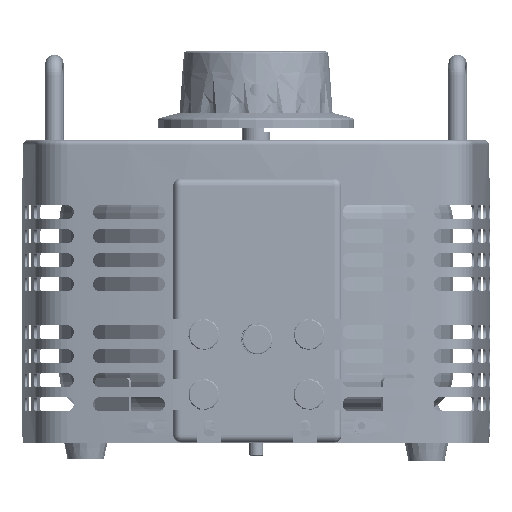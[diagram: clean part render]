
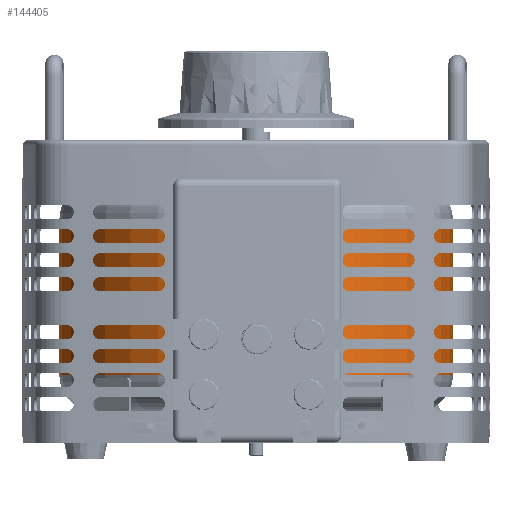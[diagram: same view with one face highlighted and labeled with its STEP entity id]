
A CAD part, front view. The second image highlights one B-rep face of the part: STEP entity #144405.
In plain terms, the highlighted cylindrical face has radius 82 mm (diameter 164 mm), a partial arc.
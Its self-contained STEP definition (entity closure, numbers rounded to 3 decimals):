
#4695 = CARTESIAN_POINT ( 'NONE',  ( 82., 0., 80. ) ) ;
#6478 = EDGE_LOOP ( 'NONE', ( #176461, #9144, #158293, #194557 ) ) ;
#7166 = EDGE_CURVE ( 'NONE', #24781, #153290, #114068, .T. ) ;
#9144 = ORIENTED_EDGE ( 'NONE', *, *, #175624, .T. ) ;
#10112 = DIRECTION ( 'NONE',  ( 0., 0., -1. ) ) ;
#17289 = DIRECTION ( 'NONE',  ( 0., 0., 1. ) ) ;
#24781 = VERTEX_POINT ( 'NONE', #164140 ) ;
#26900 = CIRCLE ( 'NONE', #134129, 82. ) ;
#26944 = CARTESIAN_POINT ( 'NONE',  ( 0., 0., 80. ) ) ;
#41461 = DIRECTION ( 'NONE',  ( 0., 0., -1. ) ) ;
#44667 = CARTESIAN_POINT ( 'NONE',  ( 0., 0., 15. ) ) ;
#53335 = AXIS2_PLACEMENT_3D ( 'NONE', #44667, #17289, #176876 ) ;
#58782 = LINE ( 'NONE', #176939, #65251 ) ;
#65251 = VECTOR ( 'NONE', #10112, 1000. ) ;
#89033 = EDGE_CURVE ( 'NONE', #153290, #176495, #191725, .T. ) ;
#89064 = DIRECTION ( 'NONE',  ( -1., 0., 0. ) ) ;
#105457 = VECTOR ( 'NONE', #148852, 1000. ) ;
#114068 = LINE ( 'NONE', #133552, #105457 ) ;
#121610 = VERTEX_POINT ( 'NONE', #4695 ) ;
#125829 = CYLINDRICAL_SURFACE ( 'NONE', #162770, 82. ) ;
#133552 = CARTESIAN_POINT ( 'NONE',  ( -82., 0., 95. ) ) ;
#134129 = AXIS2_PLACEMENT_3D ( 'NONE', #26944, #208989, #191673 ) ;
#141121 = FACE_OUTER_BOUND ( 'NONE', #6478, .T. ) ;
#144405 = ADVANCED_FACE ( 'NONE', ( #141121 ), #125829, .T. ) ;
#148852 = DIRECTION ( 'NONE',  ( 0., 0., -1. ) ) ;
#153290 = VERTEX_POINT ( 'NONE', #160878 ) ;
#158293 = ORIENTED_EDGE ( 'NONE', *, *, #7166, .T. ) ;
#160878 = CARTESIAN_POINT ( 'NONE',  ( -82., 0., 15. ) ) ;
#162770 = AXIS2_PLACEMENT_3D ( 'NONE', #171541, #41461, #89064 ) ;
#164140 = CARTESIAN_POINT ( 'NONE',  ( -82., 0., 80. ) ) ;
#171541 = CARTESIAN_POINT ( 'NONE',  ( 0., 0., 95. ) ) ;
#175624 = EDGE_CURVE ( 'NONE', #121610, #24781, #26900, .T. ) ;
#176461 = ORIENTED_EDGE ( 'NONE', *, *, #212805, .F. ) ;
#176495 = VERTEX_POINT ( 'NONE', #198628 ) ;
#176876 = DIRECTION ( 'NONE',  ( 1., 0., 0. ) ) ;
#176939 = CARTESIAN_POINT ( 'NONE',  ( 82., 0., 95. ) ) ;
#191673 = DIRECTION ( 'NONE',  ( 1., 0., 0. ) ) ;
#191725 = CIRCLE ( 'NONE', #53335, 82. ) ;
#194557 = ORIENTED_EDGE ( 'NONE', *, *, #89033, .T. ) ;
#198628 = CARTESIAN_POINT ( 'NONE',  ( 82., 0., 15. ) ) ;
#208989 = DIRECTION ( 'NONE',  ( 0., 0., -1. ) ) ;
#212805 = EDGE_CURVE ( 'NONE', #121610, #176495, #58782, .T. ) ;
